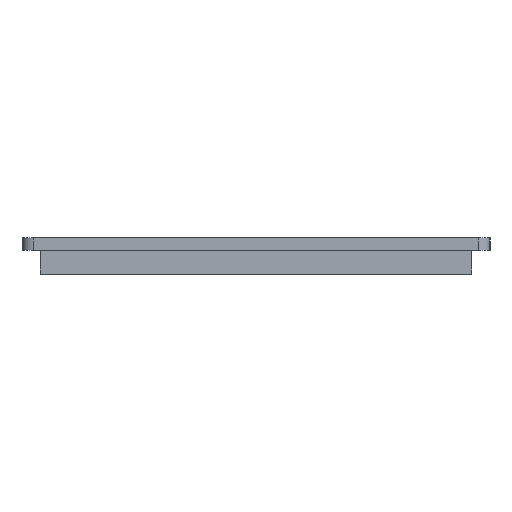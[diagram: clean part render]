
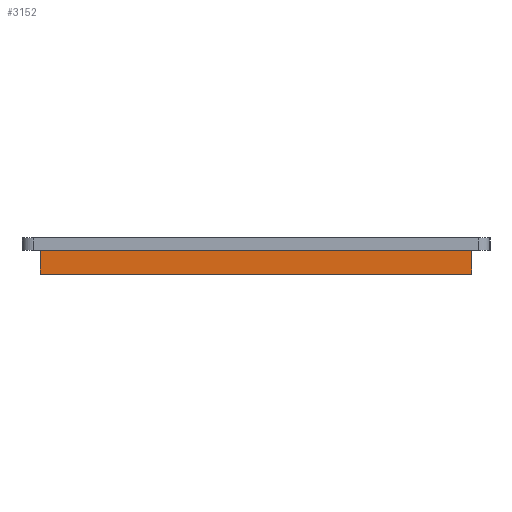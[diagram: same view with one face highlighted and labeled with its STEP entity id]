
A CAD part, left-side view. The second image highlights one B-rep face of the part: STEP entity #3152.
In plain terms, the highlighted planar face has unit normal (-1, 0, 0).
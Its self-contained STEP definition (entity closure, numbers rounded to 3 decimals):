
#100 = PLANE('',#101);
#101 = AXIS2_PLACEMENT_3D('',#102,#103,#104);
#102 = CARTESIAN_POINT('',(-62.3,-29.7,0.));
#103 = DIRECTION('',(0.,0.,1.));
#104 = DIRECTION('',(1.,0.,0.));
#1417 = EDGE_CURVE('',#1418,#1420,#1422,.T.);
#1418 = VERTEX_POINT('',#1419);
#1419 = CARTESIAN_POINT('',(-60.,-27.4,0.));
#1420 = VERTEX_POINT('',#1421);
#1421 = CARTESIAN_POINT('',(-60.,27.4,0.));
#1422 = SURFACE_CURVE('',#1423,(#1427,#1434),.PCURVE_S1.);
#1423 = LINE('',#1424,#1425);
#1424 = CARTESIAN_POINT('',(-60.,-27.4,0.));
#1425 = VECTOR('',#1426,1.);
#1426 = DIRECTION('',(0.,1.,0.));
#1427 = PCURVE('',#100,#1428);
#1428 = DEFINITIONAL_REPRESENTATION('',(#1429),#1433);
#1429 = LINE('',#1430,#1431);
#1430 = CARTESIAN_POINT('',(2.3,2.3));
#1431 = VECTOR('',#1432,1.);
#1432 = DIRECTION('',(0.,1.));
#1433 = ( GEOMETRIC_REPRESENTATION_CONTEXT(2) 
PARAMETRIC_REPRESENTATION_CONTEXT() REPRESENTATION_CONTEXT('2D SPACE',''
  ) );
#1434 = PCURVE('',#1435,#1440);
#1435 = PLANE('',#1436);
#1436 = AXIS2_PLACEMENT_3D('',#1437,#1438,#1439);
#1437 = CARTESIAN_POINT('',(-60.,-27.4,-3.));
#1438 = DIRECTION('',(1.,0.,0.));
#1439 = DIRECTION('',(0.,0.,1.));
#1440 = DEFINITIONAL_REPRESENTATION('',(#1441),#1445);
#1441 = LINE('',#1442,#1443);
#1442 = CARTESIAN_POINT('',(3.,0.));
#1443 = VECTOR('',#1444,1.);
#1444 = DIRECTION('',(0.,-1.));
#1445 = ( GEOMETRIC_REPRESENTATION_CONTEXT(2) 
PARAMETRIC_REPRESENTATION_CONTEXT() REPRESENTATION_CONTEXT('2D SPACE',''
  ) );
#1463 = PLANE('',#1464);
#1464 = AXIS2_PLACEMENT_3D('',#1465,#1466,#1467);
#1465 = CARTESIAN_POINT('',(-60.,27.4,-3.));
#1466 = DIRECTION('',(0.,1.,0.));
#1467 = DIRECTION('',(0.,0.,1.));
#1517 = PLANE('',#1518);
#1518 = AXIS2_PLACEMENT_3D('',#1519,#1520,#1521);
#1519 = CARTESIAN_POINT('',(-60.,-27.4,-3.));
#1520 = DIRECTION('',(0.,1.,0.));
#1521 = DIRECTION('',(0.,0.,1.));
#3152 = ADVANCED_FACE('',(#3153),#1435,.F.);
#3153 = FACE_BOUND('',#3154,.F.);
#3154 = EDGE_LOOP('',(#3155,#3178,#3206,#3227));
#3155 = ORIENTED_EDGE('',*,*,#3156,.F.);
#3156 = EDGE_CURVE('',#3157,#1418,#3159,.T.);
#3157 = VERTEX_POINT('',#3158);
#3158 = CARTESIAN_POINT('',(-60.,-27.4,-3.));
#3159 = SURFACE_CURVE('',#3160,(#3164,#3171),.PCURVE_S1.);
#3160 = LINE('',#3161,#3162);
#3161 = CARTESIAN_POINT('',(-60.,-27.4,-3.));
#3162 = VECTOR('',#3163,1.);
#3163 = DIRECTION('',(0.,0.,1.));
#3164 = PCURVE('',#1435,#3165);
#3165 = DEFINITIONAL_REPRESENTATION('',(#3166),#3170);
#3166 = LINE('',#3167,#3168);
#3167 = CARTESIAN_POINT('',(0.,0.));
#3168 = VECTOR('',#3169,1.);
#3169 = DIRECTION('',(1.,0.));
#3170 = ( GEOMETRIC_REPRESENTATION_CONTEXT(2) 
PARAMETRIC_REPRESENTATION_CONTEXT() REPRESENTATION_CONTEXT('2D SPACE',''
  ) );
#3171 = PCURVE('',#1517,#3172);
#3172 = DEFINITIONAL_REPRESENTATION('',(#3173),#3177);
#3173 = LINE('',#3174,#3175);
#3174 = CARTESIAN_POINT('',(0.,0.));
#3175 = VECTOR('',#3176,1.);
#3176 = DIRECTION('',(1.,0.));
#3177 = ( GEOMETRIC_REPRESENTATION_CONTEXT(2) 
PARAMETRIC_REPRESENTATION_CONTEXT() REPRESENTATION_CONTEXT('2D SPACE',''
  ) );
#3178 = ORIENTED_EDGE('',*,*,#3179,.T.);
#3179 = EDGE_CURVE('',#3157,#3180,#3182,.T.);
#3180 = VERTEX_POINT('',#3181);
#3181 = CARTESIAN_POINT('',(-60.,27.4,-3.));
#3182 = SURFACE_CURVE('',#3183,(#3187,#3194),.PCURVE_S1.);
#3183 = LINE('',#3184,#3185);
#3184 = CARTESIAN_POINT('',(-60.,-27.4,-3.));
#3185 = VECTOR('',#3186,1.);
#3186 = DIRECTION('',(0.,1.,0.));
#3187 = PCURVE('',#1435,#3188);
#3188 = DEFINITIONAL_REPRESENTATION('',(#3189),#3193);
#3189 = LINE('',#3190,#3191);
#3190 = CARTESIAN_POINT('',(0.,0.));
#3191 = VECTOR('',#3192,1.);
#3192 = DIRECTION('',(0.,-1.));
#3193 = ( GEOMETRIC_REPRESENTATION_CONTEXT(2) 
PARAMETRIC_REPRESENTATION_CONTEXT() REPRESENTATION_CONTEXT('2D SPACE',''
  ) );
#3194 = PCURVE('',#3195,#3200);
#3195 = PLANE('',#3196);
#3196 = AXIS2_PLACEMENT_3D('',#3197,#3198,#3199);
#3197 = CARTESIAN_POINT('',(-60.,-27.4,-3.));
#3198 = DIRECTION('',(0.,0.,1.));
#3199 = DIRECTION('',(1.,0.,0.));
#3200 = DEFINITIONAL_REPRESENTATION('',(#3201),#3205);
#3201 = LINE('',#3202,#3203);
#3202 = CARTESIAN_POINT('',(0.,0.));
#3203 = VECTOR('',#3204,1.);
#3204 = DIRECTION('',(0.,1.));
#3205 = ( GEOMETRIC_REPRESENTATION_CONTEXT(2) 
PARAMETRIC_REPRESENTATION_CONTEXT() REPRESENTATION_CONTEXT('2D SPACE',''
  ) );
#3206 = ORIENTED_EDGE('',*,*,#3207,.T.);
#3207 = EDGE_CURVE('',#3180,#1420,#3208,.T.);
#3208 = SURFACE_CURVE('',#3209,(#3213,#3220),.PCURVE_S1.);
#3209 = LINE('',#3210,#3211);
#3210 = CARTESIAN_POINT('',(-60.,27.4,-3.));
#3211 = VECTOR('',#3212,1.);
#3212 = DIRECTION('',(0.,0.,1.));
#3213 = PCURVE('',#1435,#3214);
#3214 = DEFINITIONAL_REPRESENTATION('',(#3215),#3219);
#3215 = LINE('',#3216,#3217);
#3216 = CARTESIAN_POINT('',(0.,-54.8));
#3217 = VECTOR('',#3218,1.);
#3218 = DIRECTION('',(1.,0.));
#3219 = ( GEOMETRIC_REPRESENTATION_CONTEXT(2) 
PARAMETRIC_REPRESENTATION_CONTEXT() REPRESENTATION_CONTEXT('2D SPACE',''
  ) );
#3220 = PCURVE('',#1463,#3221);
#3221 = DEFINITIONAL_REPRESENTATION('',(#3222),#3226);
#3222 = LINE('',#3223,#3224);
#3223 = CARTESIAN_POINT('',(0.,0.));
#3224 = VECTOR('',#3225,1.);
#3225 = DIRECTION('',(1.,0.));
#3226 = ( GEOMETRIC_REPRESENTATION_CONTEXT(2) 
PARAMETRIC_REPRESENTATION_CONTEXT() REPRESENTATION_CONTEXT('2D SPACE',''
  ) );
#3227 = ORIENTED_EDGE('',*,*,#1417,.F.);
